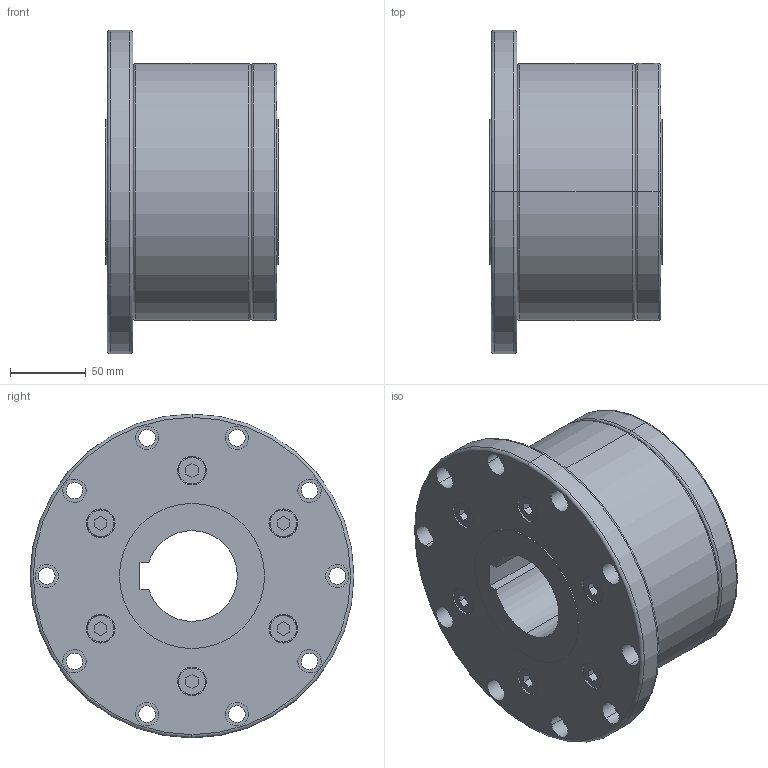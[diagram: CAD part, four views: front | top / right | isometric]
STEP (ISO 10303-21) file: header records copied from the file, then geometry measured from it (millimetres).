
FILE_DESCRIPTION(('STEP AP214'),'1');
FILE_NAME('gl_60_f2-d2.stp','2019-09-14T10:34:21',('TraceParts'),('TraceParts S.A.'),'Spatial InterOp 3D',' ',' ');
FILE_SCHEMA(('AUTOMOTIVE_DESIGN { 1 0 10303 214 1 1 1 1 }'));
Length unit declared in the file: millimetre
Products named in the file (1): gl_60_f2-d2
Bounding box: 114 x 214 x 214 mm (x, y, z)
Volume: 2413281.9 mm3; surface area: 173800.8 mm2
Topology: 1 solids, 1 shells, 277 faces, 682 edges, 458 vertices
Faces by surface type: plane 132, cylinder 109, torus 36
Entity records: 8469 total; most frequent: DIRECTION 1568, CARTESIAN_POINT 1485, ORIENTED_EDGE 1364, EDGE_CURVE 682, AXIS2_PLACEMENT_3D 611, VERTEX_POINT 458, EDGE_LOOP 350, LINE 346
